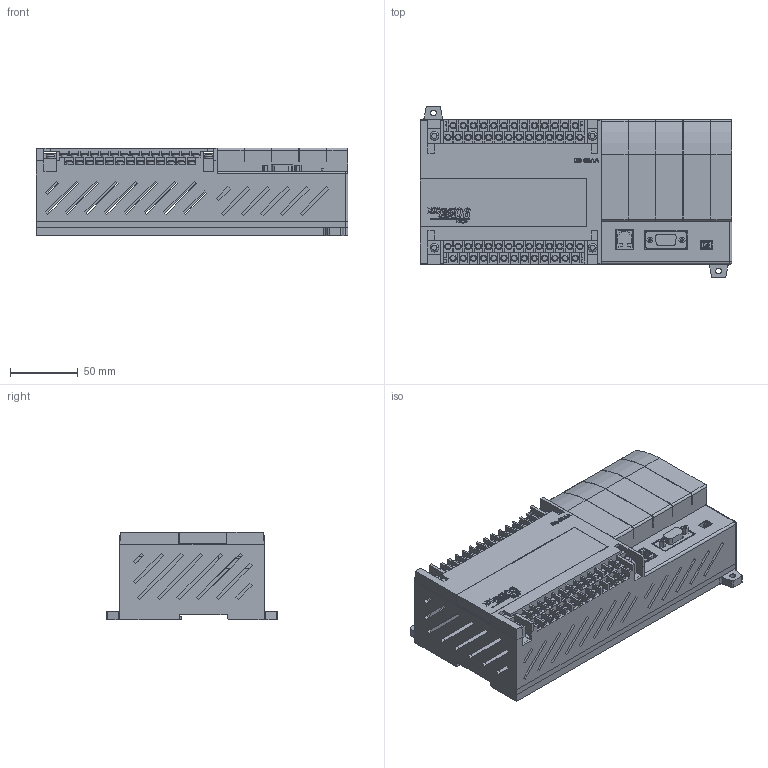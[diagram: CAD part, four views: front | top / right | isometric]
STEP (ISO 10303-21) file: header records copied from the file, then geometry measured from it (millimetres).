
FILE_DESCRIPTION (( 'STEP AP214' ), '1' );
FILE_NAME ('D0-06AA.STEP', '2011-01-27T20:13:41', ( '.adc' ), ( '' ), 'SwSTEP 2.0', 'SolidWorks 2009', '' );
FILE_SCHEMA (( 'AUTOMOTIVE_DESIGN' ));
Length unit declared in the file: inch
Products named in the file (1): D0-06AA
Bounding box: 230.89 x 127.11 x 65.15 mm (x, y, z)
Volume: 262228.2 mm3; surface area: 199369.3 mm2
Topology: 1 solids, 5 shells, 1414 faces, 3777 edges, 2450 vertices
Faces by surface type: plane 930, cylinder 189, bspline 162, torus 118, cone 14, sphere 1
Entity records: 69392 total; most frequent: CARTESIAN_POINT 17138, ORIENTED_EDGE 7528, DIRECTION 6547, EDGE_CURVE 3764, VECTOR 2813, LINE 2813, VERTEX_POINT 2450, AXIS2_PLACEMENT_3D 1867
